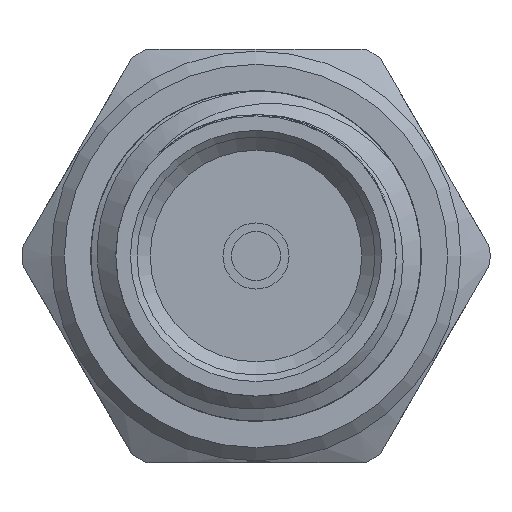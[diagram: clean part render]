
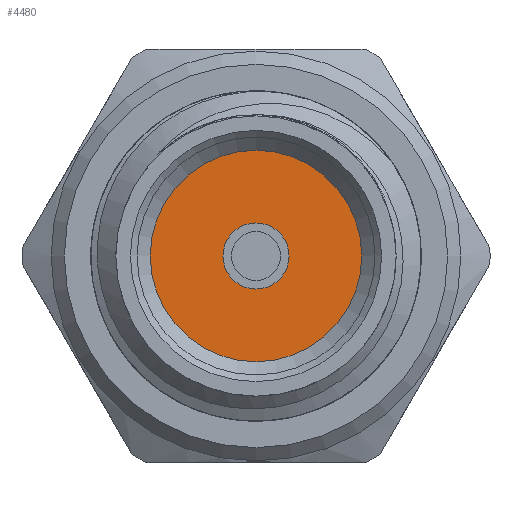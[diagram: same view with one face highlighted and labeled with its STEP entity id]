
A CAD part, left-side view. The second image highlights one B-rep face of the part: STEP entity #4480.
In plain terms, the highlighted planar face has unit normal (-1, 0, 0).
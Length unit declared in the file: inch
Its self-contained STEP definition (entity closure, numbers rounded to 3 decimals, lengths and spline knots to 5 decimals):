
#372 = PLANE ( 'NONE',  #858 ) ;
#512 = CIRCLE ( 'NONE', #2729, 0.025 ) ;
#858 = AXIS2_PLACEMENT_3D ( 'NONE', #3324, #2077, #3773 ) ;
#886 = EDGE_CURVE ( 'NONE', #2811, #2811, #512, .T. ) ;
#1089 = EDGE_LOOP ( 'NONE', ( #2061 ) ) ;
#1171 = DIRECTION ( 'NONE',  ( 0., 0., 1. ) ) ;
#1388 = CARTESIAN_POINT ( 'NONE',  ( 0.08, 0., 0.08 ) ) ;
#1978 = DIRECTION ( 'NONE',  ( -1., 0., 0. ) ) ;
#2061 = ORIENTED_EDGE ( 'NONE', *, *, #886, .F. ) ;
#2077 = DIRECTION ( 'NONE',  ( -1., 0., 0. ) ) ;
#2289 = FACE_OUTER_BOUND ( 'NONE', #2892, .T. ) ;
#2679 = FACE_BOUND ( 'NONE', #1089, .T. ) ;
#2705 = EDGE_CURVE ( 'NONE', #4345, #4345, #4349, .T. ) ;
#2729 = AXIS2_PLACEMENT_3D ( 'NONE', #4307, #3962, #4733 ) ;
#2811 = VERTEX_POINT ( 'NONE', #4364 ) ;
#2892 = EDGE_LOOP ( 'NONE', ( #2982 ) ) ;
#2982 = ORIENTED_EDGE ( 'NONE', *, *, #2705, .T. ) ;
#3281 = CARTESIAN_POINT ( 'NONE',  ( 0.08, 0., 0. ) ) ;
#3324 = CARTESIAN_POINT ( 'NONE',  ( 0.08, 0., 0. ) ) ;
#3773 = DIRECTION ( 'NONE',  ( 0., 0., 1. ) ) ;
#3946 = AXIS2_PLACEMENT_3D ( 'NONE', #3281, #1978, #1171 ) ;
#3962 = DIRECTION ( 'NONE',  ( -1., 0., 0. ) ) ;
#4307 = CARTESIAN_POINT ( 'NONE',  ( 0.08, 0., 0. ) ) ;
#4345 = VERTEX_POINT ( 'NONE', #1388 ) ;
#4349 = CIRCLE ( 'NONE', #3946, 0.08 ) ;
#4364 = CARTESIAN_POINT ( 'NONE',  ( 0.08, 0., 0.025 ) ) ;
#4480 = ADVANCED_FACE ( 'NONE', ( #2289, #2679 ), #372, .T. ) ;
#4733 = DIRECTION ( 'NONE',  ( 0., 0., 1. ) ) ;
